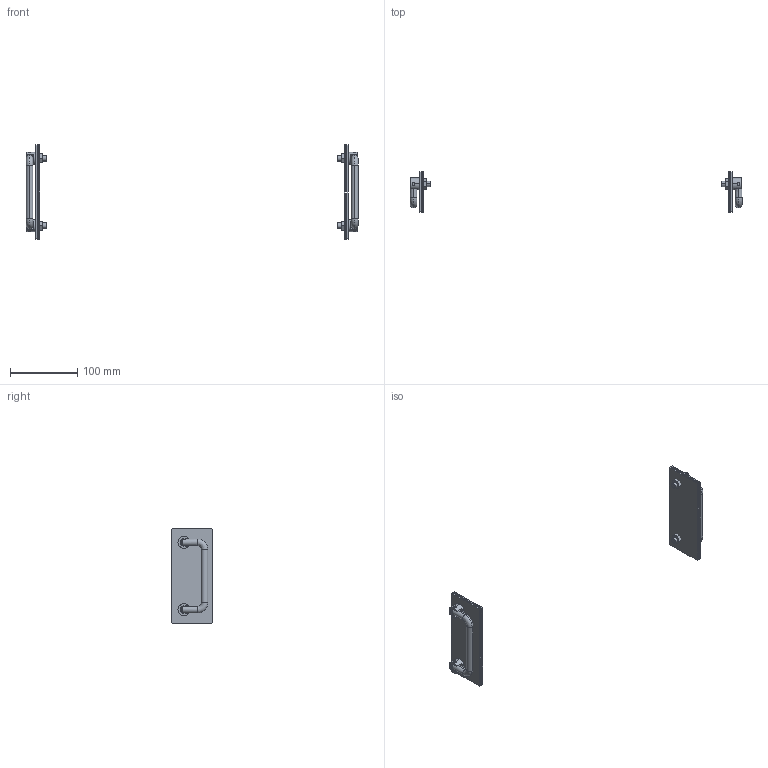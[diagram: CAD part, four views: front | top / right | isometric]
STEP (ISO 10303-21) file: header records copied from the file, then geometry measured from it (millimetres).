
FILE_DESCRIPTION (( 'STEP AP214' ), '1' );
FILE_NAME ('47715~0.STEP', '2018-03-21T12:28:44', ( '' ), ( '' ), 'SwSTEP 2.0', 'SolidWorks 2016', '' );
FILE_SCHEMA (( 'AUTOMOTIVE_DESIGN' ));
Length unit declared in the file: millimetre
Products named in the file (7): 46893~0_S; 19057-01~0; K_28778_02~0; 19057_04~0; 19057_03~0; 47715~0; 19057~0
Assembly tree (13 placements, depth 3):
  47715~0
    19057~0  x2
      19057-01~0
      K_28778_02~0
      19057_03~0
      19057_04~0
    46893~0_S  x4
Bounding box: 493.6 x 60 x 140 mm (x, y, z)
Volume: 106083.2 mm3; surface area: 92460.7 mm2
Topology: 18 solids, 18 shells, 318 faces, 712 edges, 422 vertices
Faces by surface type: plane 118, cylinder 112, cone 72, torus 16
Entity records: 3204 total; most frequent: CARTESIAN_POINT 894, DIRECTION 458, ORIENTED_EDGE 404, EDGE_CURVE 202, AXIS2_PLACEMENT_3D 191, VERTEX_POINT 119, EDGE_LOOP 99, ADVANCED_FACE 90
